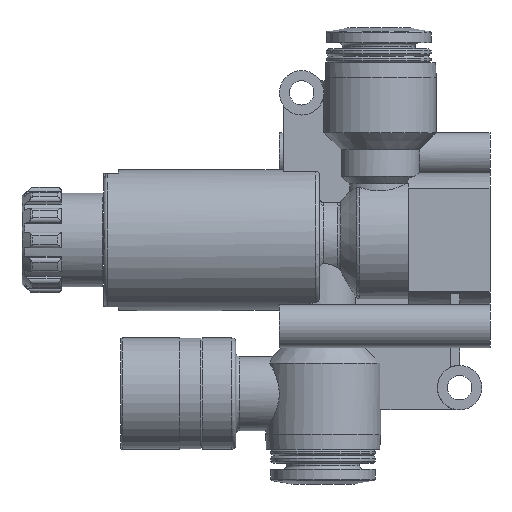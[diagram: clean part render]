
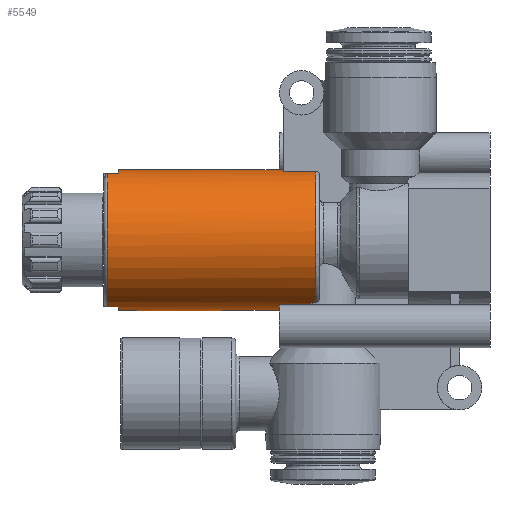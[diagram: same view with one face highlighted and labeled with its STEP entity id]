
A CAD part, left-side view. The second image highlights one B-rep face of the part: STEP entity #5549.
In plain terms, the highlighted cylindrical face has radius 9.5 mm (diameter 19 mm), a full revolution.
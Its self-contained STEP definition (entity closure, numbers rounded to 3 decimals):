
#188=LINE('',#7375,#390);
#189=LINE('',#7379,#391);
#190=LINE('',#7382,#392);
#191=LINE('',#7387,#393);
#192=LINE('',#7391,#394);
#193=LINE('',#7395,#395);
#390=VECTOR('',#6252,1000.);
#391=VECTOR('',#6255,1000.);
#392=VECTOR('',#6258,1000.);
#393=VECTOR('',#6261,1000.);
#394=VECTOR('',#6264,1000.);
#395=VECTOR('',#6267,1000.);
#592=CIRCLE('',#5796,9.5);
#593=CIRCLE('',#5797,9.5);
#594=CIRCLE('',#5798,9.5);
#595=CIRCLE('',#5799,9.5);
#596=CIRCLE('',#5800,9.5);
#597=CIRCLE('',#5801,9.5);
#598=CIRCLE('',#5802,9.5);
#802=ORIENTED_EDGE('',*,*,#1978,.F.);
#803=ORIENTED_EDGE('',*,*,#1979,.F.);
#804=ORIENTED_EDGE('',*,*,#1980,.F.);
#805=ORIENTED_EDGE('',*,*,#1981,.F.);
#806=ORIENTED_EDGE('',*,*,#1982,.T.);
#807=ORIENTED_EDGE('',*,*,#1983,.T.);
#808=ORIENTED_EDGE('',*,*,#1984,.T.);
#809=ORIENTED_EDGE('',*,*,#1985,.F.);
#810=ORIENTED_EDGE('',*,*,#1986,.F.);
#811=ORIENTED_EDGE('',*,*,#1987,.T.);
#812=ORIENTED_EDGE('',*,*,#1988,.F.);
#813=ORIENTED_EDGE('',*,*,#1989,.F.);
#814=ORIENTED_EDGE('',*,*,#1990,.F.);
#815=ORIENTED_EDGE('',*,*,#1991,.T.);
#816=ORIENTED_EDGE('',*,*,#1992,.F.);
#817=ORIENTED_EDGE('',*,*,#1993,.F.);
#1978=EDGE_CURVE('',#2566,#2567,#2979,.T.);
#1979=EDGE_CURVE('',#2568,#2566,#2980,.T.);
#1980=EDGE_CURVE('',#2569,#2568,#2981,.T.);
#1981=EDGE_CURVE('',#2570,#2569,#592,.T.);
#1982=EDGE_CURVE('',#2570,#2571,#188,.F.);
#1983=EDGE_CURVE('',#2571,#2572,#593,.T.);
#1984=EDGE_CURVE('',#2572,#2573,#189,.T.);
#1985=EDGE_CURVE('',#2567,#2573,#594,.T.);
#1986=EDGE_CURVE('',#2574,#2575,#190,.T.);
#1987=EDGE_CURVE('',#2574,#2576,#595,.T.);
#1988=EDGE_CURVE('',#2577,#2576,#191,.F.);
#1989=EDGE_CURVE('',#2578,#2577,#596,.T.);
#1990=EDGE_CURVE('',#2579,#2578,#192,.T.);
#1991=EDGE_CURVE('',#2579,#2580,#597,.T.);
#1992=EDGE_CURVE('',#2581,#2580,#193,.F.);
#1993=EDGE_CURVE('',#2575,#2581,#598,.T.);
#2566=VERTEX_POINT('',#7358);
#2567=VERTEX_POINT('',#7359);
#2568=VERTEX_POINT('',#7367);
#2569=VERTEX_POINT('',#7372);
#2570=VERTEX_POINT('',#7374);
#2571=VERTEX_POINT('',#7376);
#2572=VERTEX_POINT('',#7378);
#2573=VERTEX_POINT('',#7380);
#2574=VERTEX_POINT('',#7383);
#2575=VERTEX_POINT('',#7384);
#2576=VERTEX_POINT('',#7386);
#2577=VERTEX_POINT('',#7388);
#2578=VERTEX_POINT('',#7390);
#2579=VERTEX_POINT('',#7392);
#2580=VERTEX_POINT('',#7394);
#2581=VERTEX_POINT('',#7396);
#2979=B_SPLINE_CURVE_WITH_KNOTS('',3,(#7354,#7355,#7356,#7357),
 .UNSPECIFIED.,.F.,.F.,(4,4),(0.01,0.012),
 .UNSPECIFIED.);
#2980=B_SPLINE_CURVE_WITH_KNOTS('',3,(#7360,#7361,#7362,#7363,#7364,#7365,
#7366),.UNSPECIFIED.,.F.,.F.,(4,1,1,1,4),(0.,0.002,
0.005,0.007,0.009),
 .UNSPECIFIED.);
#2981=B_SPLINE_CURVE_WITH_KNOTS('',3,(#7368,#7369,#7370,#7371),
 .UNSPECIFIED.,.F.,.F.,(4,4),(0.,0.002),.UNSPECIFIED.);
#3155=EDGE_LOOP('',(#802,#803,#804,#805,#806,#807,#808,#809));
#3156=EDGE_LOOP('',(#810,#811,#812,#813,#814,#815,#816,#817));
#3470=FACE_BOUND('',#3155,.T.);
#3471=FACE_BOUND('',#3156,.T.);
#3785=CYLINDRICAL_SURFACE('',#5795,9.5);
#5549=ADVANCED_FACE('',(#3470,#3471),#3785,.T.);
#5795=AXIS2_PLACEMENT_3D('',#7353,#6248,#6249);
#5796=AXIS2_PLACEMENT_3D('',#7373,#6250,#6251);
#5797=AXIS2_PLACEMENT_3D('',#7377,#6253,#6254);
#5798=AXIS2_PLACEMENT_3D('',#7381,#6256,#6257);
#5799=AXIS2_PLACEMENT_3D('',#7385,#6259,#6260);
#5800=AXIS2_PLACEMENT_3D('',#7389,#6262,#6263);
#5801=AXIS2_PLACEMENT_3D('',#7393,#6265,#6266);
#5802=AXIS2_PLACEMENT_3D('',#7397,#6268,#6269);
#6248=DIRECTION('',(0.,-1.,0.));
#6249=DIRECTION('',(0.,0.,-1.));
#6250=DIRECTION('',(0.,-1.,0.));
#6251=DIRECTION('',(0.,0.,-1.));
#6252=DIRECTION('',(0.,-1.,0.));
#6253=DIRECTION('',(0.,1.,0.));
#6254=DIRECTION('',(0.,0.,1.));
#6255=DIRECTION('',(0.,-1.,0.));
#6256=DIRECTION('',(0.,-1.,0.));
#6257=DIRECTION('',(0.,0.,-1.));
#6258=DIRECTION('',(0.,-1.,0.));
#6259=DIRECTION('',(0.,-1.,0.));
#6260=DIRECTION('',(0.,0.,-1.));
#6261=DIRECTION('',(0.,-1.,0.));
#6262=DIRECTION('',(0.,1.,0.));
#6263=DIRECTION('',(0.,0.,1.));
#6264=DIRECTION('',(0.,-1.,0.));
#6265=DIRECTION('',(0.,-1.,0.));
#6266=DIRECTION('',(0.,0.,-1.));
#6267=DIRECTION('',(0.,-1.,0.));
#6268=DIRECTION('',(0.,1.,0.));
#6269=DIRECTION('',(0.,0.,1.));
#7353=CARTESIAN_POINT('',(0.,0.,0.));
#7354=CARTESIAN_POINT('',(3.402,25.446,-8.87));
#7355=CARTESIAN_POINT('',(3.877,24.897,-8.688));
#7356=CARTESIAN_POINT('',(4.22,24.233,-8.513));
#7357=CARTESIAN_POINT('',(4.387,23.5,-8.426));
#7358=CARTESIAN_POINT('',(3.402,25.446,-8.87));
#7359=CARTESIAN_POINT('',(4.387,23.5,-8.426));
#7360=CARTESIAN_POINT('',(-3.402,25.446,-8.87));
#7361=CARTESIAN_POINT('',(-3.053,26.053,-9.004));
#7362=CARTESIAN_POINT('',(-2.129,27.134,-9.32));
#7363=CARTESIAN_POINT('',(-0.006,27.876,-9.59));
#7364=CARTESIAN_POINT('',(2.121,27.141,-9.322));
#7365=CARTESIAN_POINT('',(3.051,26.057,-9.005));
#7366=CARTESIAN_POINT('',(3.402,25.446,-8.87));
#7367=CARTESIAN_POINT('',(-3.402,25.446,-8.87));
#7368=CARTESIAN_POINT('',(-4.387,23.5,-8.426));
#7369=CARTESIAN_POINT('',(-4.22,24.234,-8.513));
#7370=CARTESIAN_POINT('',(-3.876,24.898,-8.688));
#7371=CARTESIAN_POINT('',(-3.402,25.446,-8.87));
#7372=CARTESIAN_POINT('',(-4.387,23.5,-8.426));
#7373=CARTESIAN_POINT('',(0.,23.5,0.));
#7374=CARTESIAN_POINT('',(-2.2,23.5,9.242));
#7375=CARTESIAN_POINT('',(-2.2,0.,9.242));
#7376=CARTESIAN_POINT('',(-2.2,27.9,9.242));
#7377=CARTESIAN_POINT('',(0.,27.9,0.));
#7378=CARTESIAN_POINT('',(3.816,27.9,8.7));
#7379=CARTESIAN_POINT('',(3.816,0.,8.7));
#7380=CARTESIAN_POINT('',(3.816,23.5,8.7));
#7381=CARTESIAN_POINT('',(0.,23.5,0.));
#7382=CARTESIAN_POINT('',(3.041,0.,-9.));
#7383=CARTESIAN_POINT('',(3.041,51.6,-9.));
#7384=CARTESIAN_POINT('',(3.041,50.1,-9.));
#7385=CARTESIAN_POINT('',(0.,51.6,0.));
#7386=CARTESIAN_POINT('',(3.041,51.6,9.));
#7387=CARTESIAN_POINT('',(3.041,0.,9.));
#7388=CARTESIAN_POINT('',(3.041,50.1,9.));
#7389=CARTESIAN_POINT('',(0.,50.1,0.));
#7390=CARTESIAN_POINT('',(-3.041,50.1,9.));
#7391=CARTESIAN_POINT('',(-3.041,0.,9.));
#7392=CARTESIAN_POINT('',(-3.041,51.6,9.));
#7393=CARTESIAN_POINT('',(0.,51.6,0.));
#7394=CARTESIAN_POINT('',(-3.041,51.6,-9.));
#7395=CARTESIAN_POINT('',(-3.041,0.,-9.));
#7396=CARTESIAN_POINT('',(-3.041,50.1,-9.));
#7397=CARTESIAN_POINT('',(0.,50.1,0.));
